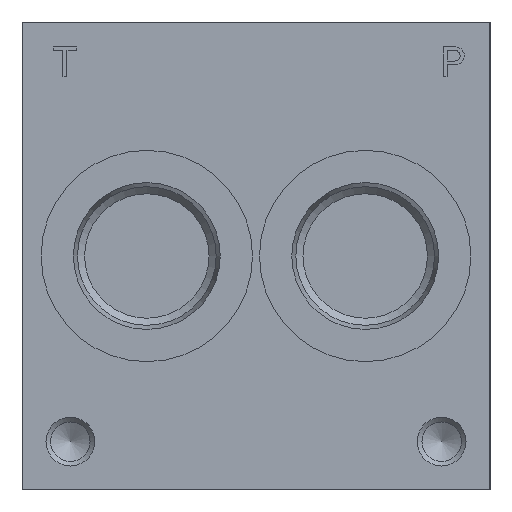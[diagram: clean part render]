
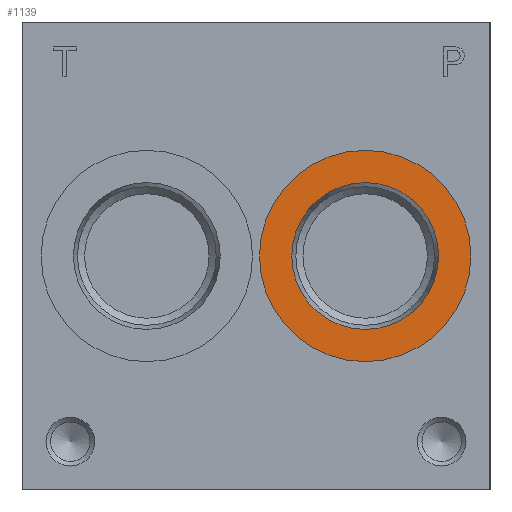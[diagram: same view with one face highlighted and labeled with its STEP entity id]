
A CAD part, left-side view. The second image highlights one B-rep face of the part: STEP entity #1139.
In plain terms, the highlighted planar face has unit normal (-1, 0, 0).
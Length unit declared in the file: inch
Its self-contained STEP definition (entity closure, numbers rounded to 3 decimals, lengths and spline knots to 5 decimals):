
#1139 = ADVANCED_FACE( '', ( #2939, #2940 ), #2941, .T. );
#2939 = FACE_BOUND( '', #5375, .T. );
#2940 = FACE_OUTER_BOUND( '', #5376, .T. );
#2941 = PLANE( '', #5377 );
#5375 = EDGE_LOOP( '', ( #8817 ) );
#5376 = EDGE_LOOP( '', ( #8818 ) );
#5377 = AXIS2_PLACEMENT_3D( '', #8819, #8820, #8821 );
#8817 = ORIENTED_EDGE( '', *, *, #12538, .T. );
#8818 = ORIENTED_EDGE( '', *, *, #13390, .F. );
#8819 = CARTESIAN_POINT( '', ( 0.031, 1.4775, 1.5 ) );
#8820 = DIRECTION( '', ( -1., 0., 0. ) );
#8821 = DIRECTION( '', ( 0., 0., 1. ) );
#12538 = EDGE_CURVE( '', #14707, #14707, #14708, .T. );
#13390 = EDGE_CURVE( '', #16116, #16116, #16117, .T. );
#14707 = VERTEX_POINT( '', #17785 );
#14708 = CIRCLE( '', #17786, 0.4705 );
#16116 = VERTEX_POINT( '', #19592 );
#16117 = CIRCLE( '', #19593, 0.6775 );
#17785 = CARTESIAN_POINT( '', ( 0.031, 0.8, 1.0295 ) );
#17786 = AXIS2_PLACEMENT_3D( '', #21418, #21419, #21420 );
#19592 = CARTESIAN_POINT( '', ( 0.031, 0.8, 0.8225 ) );
#19593 = AXIS2_PLACEMENT_3D( '', #22599, #22600, #22601 );
#21418 = CARTESIAN_POINT( '', ( 0.031, 0.8, 1.5 ) );
#21419 = DIRECTION( '', ( 1., 0., 0. ) );
#21420 = DIRECTION( '', ( 0., 0., -1. ) );
#22599 = CARTESIAN_POINT( '', ( 0.031, 0.8, 1.5 ) );
#22600 = DIRECTION( '', ( 1., 0., 0. ) );
#22601 = DIRECTION( '', ( 0., 0., -1. ) );
